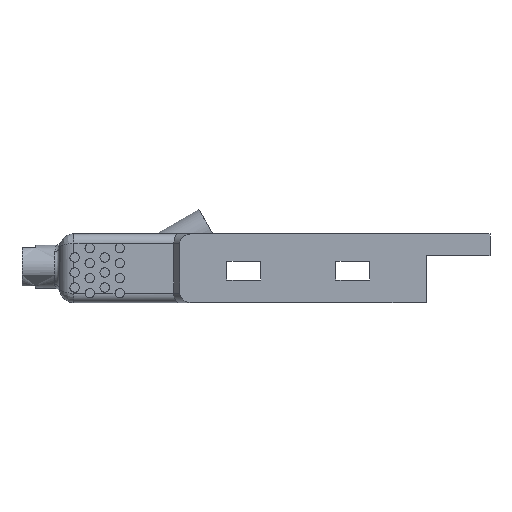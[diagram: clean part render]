
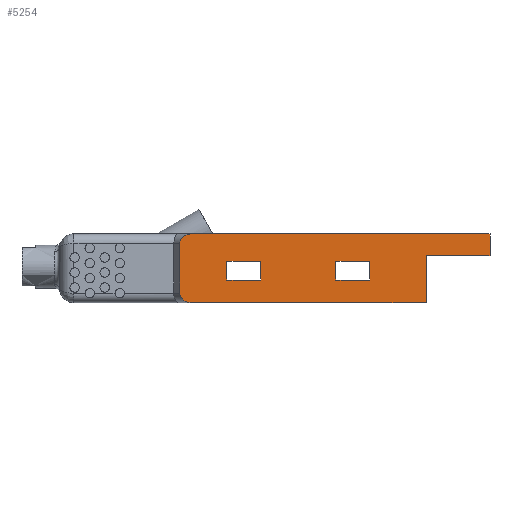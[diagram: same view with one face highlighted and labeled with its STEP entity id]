
A CAD part, front view. The second image highlights one B-rep face of the part: STEP entity #5254.
In plain terms, the highlighted planar face has unit normal (0, -1, 0).
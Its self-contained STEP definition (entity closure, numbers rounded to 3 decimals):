
#120=FACE_BOUND('',#1774,.T.);
#121=FACE_BOUND('',#1775,.T.);
#146=ELLIPSE('',#5680,0.614,0.5);
#147=ELLIPSE('',#5683,0.614,0.5);
#268=PLANE('',#5682);
#500=LINE('',#8881,#898);
#544=LINE('',#9422,#942);
#577=LINE('',#9620,#975);
#578=LINE('',#9623,#976);
#579=LINE('',#9625,#977);
#580=LINE('',#9626,#978);
#581=LINE('',#9629,#979);
#582=LINE('',#9631,#980);
#583=LINE('',#9633,#981);
#584=LINE('',#9634,#982);
#585=LINE('',#9637,#983);
#586=LINE('',#9639,#984);
#587=LINE('',#9641,#985);
#588=LINE('',#9642,#986);
#898=VECTOR('',#6248,10.);
#942=VECTOR('',#6426,10.);
#975=VECTOR('',#6597,10.);
#976=VECTOR('',#6600,10.);
#977=VECTOR('',#6601,10.);
#978=VECTOR('',#6602,10.);
#979=VECTOR('',#6603,10.);
#980=VECTOR('',#6604,10.);
#981=VECTOR('',#6605,10.);
#982=VECTOR('',#6606,10.);
#983=VECTOR('',#6607,10.);
#984=VECTOR('',#6608,10.);
#985=VECTOR('',#6609,10.);
#986=VECTOR('',#6610,10.);
#1405=FACE_OUTER_BOUND('',#1773,.T.);
#1773=EDGE_LOOP('',(#4353,#4354,#4355,#4356,#4357,#4358,#4359,#4360));
#1774=EDGE_LOOP('',(#4361,#4362,#4363,#4364));
#1775=EDGE_LOOP('',(#4365,#4366,#4367,#4368));
#2493=VERTEX_POINT('',#8878);
#2494=VERTEX_POINT('',#8880);
#2586=VERTEX_POINT('',#9419);
#2587=VERTEX_POINT('',#9421);
#2646=VERTEX_POINT('',#9614);
#2647=VERTEX_POINT('',#9619);
#2648=VERTEX_POINT('',#9622);
#2649=VERTEX_POINT('',#9624);
#2650=VERTEX_POINT('',#9627);
#2651=VERTEX_POINT('',#9628);
#2652=VERTEX_POINT('',#9630);
#2653=VERTEX_POINT('',#9632);
#2654=VERTEX_POINT('',#9635);
#2655=VERTEX_POINT('',#9636);
#2656=VERTEX_POINT('',#9638);
#2657=VERTEX_POINT('',#9640);
#3071=EDGE_CURVE('',#2493,#2494,#500,.T.);
#3191=EDGE_CURVE('',#2587,#2586,#544,.T.);
#3275=EDGE_CURVE('',#2646,#2493,#146,.T.);
#3276=EDGE_CURVE('',#2647,#2646,#577,.T.);
#3277=EDGE_CURVE('',#2587,#2647,#147,.T.);
#3278=EDGE_CURVE('',#2586,#2648,#578,.T.);
#3279=EDGE_CURVE('',#2648,#2649,#579,.T.);
#3280=EDGE_CURVE('',#2649,#2494,#580,.T.);
#3281=EDGE_CURVE('',#2650,#2651,#581,.T.);
#3282=EDGE_CURVE('',#2651,#2652,#582,.T.);
#3283=EDGE_CURVE('',#2652,#2653,#583,.T.);
#3284=EDGE_CURVE('',#2653,#2650,#584,.T.);
#3285=EDGE_CURVE('',#2654,#2655,#585,.T.);
#3286=EDGE_CURVE('',#2655,#2656,#586,.T.);
#3287=EDGE_CURVE('',#2656,#2657,#587,.T.);
#3288=EDGE_CURVE('',#2657,#2654,#588,.T.);
#4353=ORIENTED_EDGE('',*,*,#3275,.F.);
#4354=ORIENTED_EDGE('',*,*,#3276,.F.);
#4355=ORIENTED_EDGE('',*,*,#3277,.F.);
#4356=ORIENTED_EDGE('',*,*,#3191,.T.);
#4357=ORIENTED_EDGE('',*,*,#3278,.T.);
#4358=ORIENTED_EDGE('',*,*,#3279,.T.);
#4359=ORIENTED_EDGE('',*,*,#3280,.T.);
#4360=ORIENTED_EDGE('',*,*,#3071,.F.);
#4361=ORIENTED_EDGE('',*,*,#3281,.T.);
#4362=ORIENTED_EDGE('',*,*,#3282,.T.);
#4363=ORIENTED_EDGE('',*,*,#3283,.T.);
#4364=ORIENTED_EDGE('',*,*,#3284,.T.);
#4365=ORIENTED_EDGE('',*,*,#3285,.T.);
#4366=ORIENTED_EDGE('',*,*,#3286,.T.);
#4367=ORIENTED_EDGE('',*,*,#3287,.T.);
#4368=ORIENTED_EDGE('',*,*,#3288,.T.);
#5254=ADVANCED_FACE('',(#1405,#120,#121),#268,.T.);
#5680=AXIS2_PLACEMENT_3D('',#9616,#6591,#6592);
#5682=AXIS2_PLACEMENT_3D('',#9618,#6595,#6596);
#5683=AXIS2_PLACEMENT_3D('',#9621,#6598,#6599);
#6248=DIRECTION('',(1.,0.,0.));
#6426=DIRECTION('',(1.,0.,0.));
#6591=DIRECTION('center_axis',(0.,1.,0.));
#6592=DIRECTION('ref_axis',(-1.,0.,0.));
#6595=DIRECTION('center_axis',(0.,-1.,0.));
#6596=DIRECTION('ref_axis',(0.,0.,1.));
#6597=DIRECTION('',(0.,0.,1.));
#6598=DIRECTION('center_axis',(0.,1.,0.));
#6599=DIRECTION('ref_axis',(-1.,0.,0.));
#6600=DIRECTION('',(0.,0.,1.));
#6601=DIRECTION('',(1.,0.,0.));
#6602=DIRECTION('',(0.,0.,1.));
#6603=DIRECTION('',(0.,0.,1.));
#6604=DIRECTION('',(1.,0.,0.));
#6605=DIRECTION('',(0.,0.,-1.));
#6606=DIRECTION('',(-1.,0.,0.));
#6607=DIRECTION('',(0.,0.,1.));
#6608=DIRECTION('',(1.,0.,0.));
#6609=DIRECTION('',(0.,0.,-1.));
#6610=DIRECTION('',(-1.,0.,0.));
#8878=CARTESIAN_POINT('',(-15.886,-0.387,-0.085));
#8880=CARTESIAN_POINT('',(0.,-0.387,-0.085));
#8881=CARTESIAN_POINT('',(-7.5,-0.387,-0.085));
#9419=CARTESIAN_POINT('',(-3.4,-0.387,-3.735));
#9421=CARTESIAN_POINT('',(-15.886,-0.387,-3.735));
#9422=CARTESIAN_POINT('',(-15.,-0.387,-3.735));
#9614=CARTESIAN_POINT('',(-16.5,-0.387,-0.585));
#9616=CARTESIAN_POINT('Origin',(-15.886,-0.387,-0.585));
#9618=CARTESIAN_POINT('Origin',(-15.,-0.387,-3.735));
#9619=CARTESIAN_POINT('',(-16.5,-0.387,-3.235));
#9620=CARTESIAN_POINT('',(-16.5,-0.387,-0.335));
#9621=CARTESIAN_POINT('Origin',(-15.886,-0.387,-3.235));
#9622=CARTESIAN_POINT('',(-3.4,-0.387,-1.235));
#9623=CARTESIAN_POINT('',(-3.4,-0.387,-2.485));
#9624=CARTESIAN_POINT('',(0.,-0.387,-1.235));
#9625=CARTESIAN_POINT('',(-5.892,-0.387,-1.235));
#9626=CARTESIAN_POINT('',(0.,-0.387,-1.185));
#9627=CARTESIAN_POINT('',(-8.2,-0.387,-2.535));
#9628=CARTESIAN_POINT('',(-8.2,-0.387,-1.535));
#9629=CARTESIAN_POINT('',(-8.2,-0.387,-2.635));
#9630=CARTESIAN_POINT('',(-6.4,-0.387,-1.535));
#9631=CARTESIAN_POINT('',(-10.7,-0.387,-1.535));
#9632=CARTESIAN_POINT('',(-6.4,-0.387,-2.535));
#9633=CARTESIAN_POINT('',(-6.4,-0.387,-3.135));
#9634=CARTESIAN_POINT('',(-11.6,-0.387,-2.535));
#9635=CARTESIAN_POINT('',(-14.,-0.387,-2.535));
#9636=CARTESIAN_POINT('',(-14.,-0.387,-1.535));
#9637=CARTESIAN_POINT('',(-14.,-0.387,-2.635));
#9638=CARTESIAN_POINT('',(-12.2,-0.387,-1.535));
#9639=CARTESIAN_POINT('',(-13.6,-0.387,-1.535));
#9640=CARTESIAN_POINT('',(-12.2,-0.387,-2.535));
#9641=CARTESIAN_POINT('',(-12.2,-0.387,-3.135));
#9642=CARTESIAN_POINT('',(-14.5,-0.387,-2.535));
